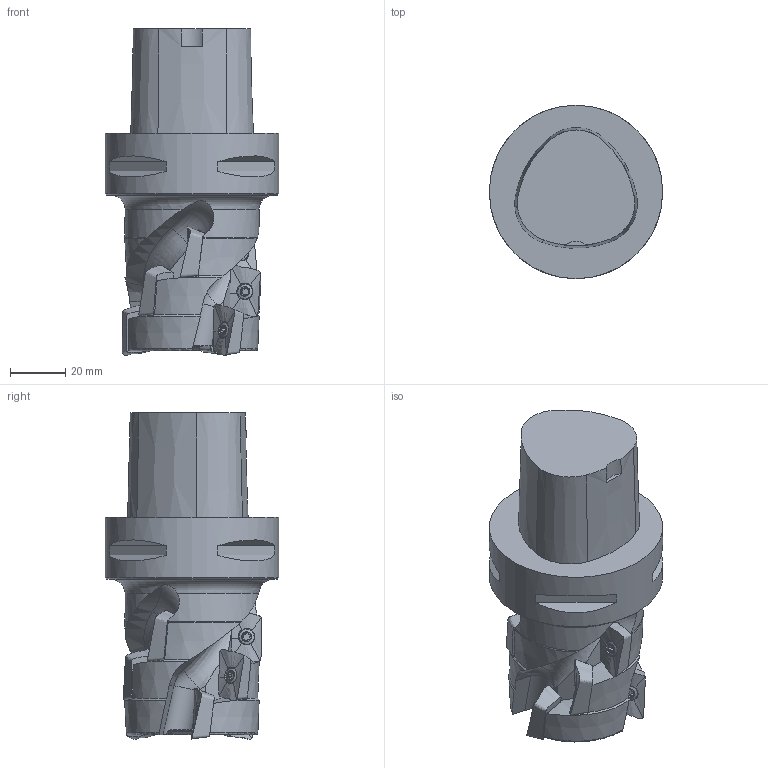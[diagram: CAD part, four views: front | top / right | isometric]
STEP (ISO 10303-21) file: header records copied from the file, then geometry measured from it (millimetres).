
FILE_DESCRIPTION(/* description */ (''),/* implementation_level */ '2;1');
FILE_NAME(/* name */ '1588331065105.stp',/* time_stamp */ '2020-05-01T16:35:03+05:00',/* author */ (''),/* organization */ ('SMS'),/* preprocessor_version */ 'ST-DEVELOPER v16.7',/* originating_system */ 'SIEMENS PLM Software NX 12.0',/* authorisation */ '');
FILE_SCHEMA (('AUTOMOTIVE_DESIGN { 1 0 10303 214 3 1 1 1 }'));
Length unit declared in the file: millimetre
Products named in the file (4): ASSEMBLY_CONSTRUCTION; 202613866mod000_01; 202975037mod000_00; 202975195mod000_00
Assembly tree (11 placements, depth 2):
  202975195mod000_00
    202975037mod000_00
    202613866mod000_01  x9
    ASSEMBLY_CONSTRUCTION
Bounding box: 63 x 63 x 118.56 mm (x, y, z)
Volume: 201956.7 mm3; surface area: 33034.8 mm2
Topology: 10 solids, 11 shells, 407 faces, 1078 edges, 748 vertices
Faces by surface type: extrusion 108, bspline 84, plane 69, cone 56, torus 49, cylinder 35, revolution 6
Full cylindrical faces by diameter (mm): 3.5 x9, 4.15 x9, 5.5 x9, 63 x1
Entity records: 27808 total; most frequent: CARTESIAN_POINT 19689, DIRECTION 1662, ORIENTED_EDGE 1550, EDGE_CURVE 775, AXIS2_PLACEMENT_3D 703, VERTEX_POINT 557, EDGE_LOOP 415, ELLIPSE 356
